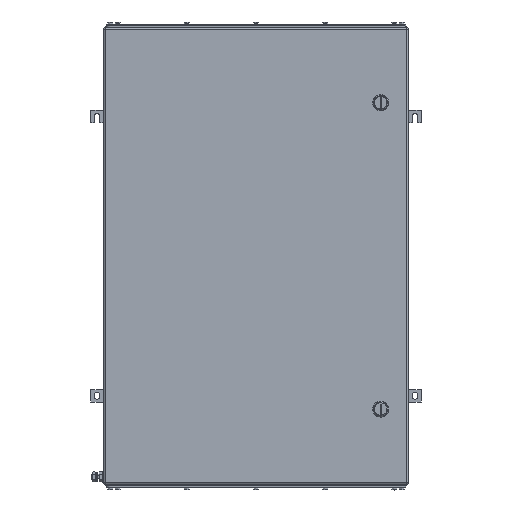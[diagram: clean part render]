
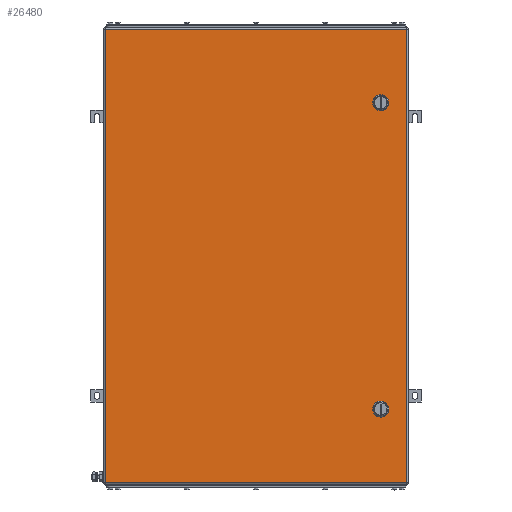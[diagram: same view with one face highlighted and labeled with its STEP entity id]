
A CAD part, top view. The second image highlights one B-rep face of the part: STEP entity #26480.
In plain terms, the highlighted planar face has unit normal (0, 0, 1).
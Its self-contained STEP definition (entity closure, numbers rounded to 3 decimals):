
#26294=AXIS2_PLACEMENT_3D('Circle Axis2P3D',#26292,#26293,$) ;
#26321=AXIS2_PLACEMENT_3D('Plane Axis2P3D',#26318,#26319,#26320) ;
#26366=AXIS2_PLACEMENT_3D('Circle Axis2P3D',#26364,#26365,$) ;
#26380=AXIS2_PLACEMENT_3D('Circle Axis2P3D',#26378,#26379,$) ;
#26394=AXIS2_PLACEMENT_3D('Circle Axis2P3D',#26392,#26393,$) ;
#26416=AXIS2_PLACEMENT_3D('Circle Axis2P3D',#26414,#26415,$) ;
#26432=AXIS2_PLACEMENT_3D('Circle Axis2P3D',#26430,#26431,$) ;
#26446=AXIS2_PLACEMENT_3D('Circle Axis2P3D',#26444,#26445,$) ;
#26460=AXIS2_PLACEMENT_3D('Circle Axis2P3D',#26458,#26459,$) ;
#26289=CARTESIAN_POINT('Vertex',(585.056,764.45,203.5)) ;
#26292=CARTESIAN_POINT('Axis2P3D Location',(580.,774.5,203.5)) ;
#26296=CARTESIAN_POINT('Vertex',(590.05,769.444,203.5)) ;
#26318=CARTESIAN_POINT('Axis2P3D Location',(330.5,468.,203.5)) ;
#26323=CARTESIAN_POINT('Line Origine',(330.5,921.5,203.5)) ;
#26327=CARTESIAN_POINT('Vertex',(632.,921.5,203.5)) ;
#26329=CARTESIAN_POINT('Vertex',(29.,921.5,203.5)) ;
#26332=CARTESIAN_POINT('Line Origine',(29.,468.,203.5)) ;
#26336=CARTESIAN_POINT('Vertex',(29.,14.5,203.5)) ;
#26339=CARTESIAN_POINT('Line Origine',(330.5,14.5,203.5)) ;
#26343=CARTESIAN_POINT('Vertex',(632.,14.5,203.5)) ;
#26346=CARTESIAN_POINT('Line Origine',(632.,468.,203.5)) ;
#26357=CARTESIAN_POINT('Line Origine',(580.,764.45,203.5)) ;
#26361=CARTESIAN_POINT('Vertex',(574.944,764.45,203.5)) ;
#26364=CARTESIAN_POINT('Axis2P3D Location',(580.,774.5,203.5)) ;
#26368=CARTESIAN_POINT('Vertex',(569.95,769.444,203.5)) ;
#26371=CARTESIAN_POINT('Line Origine',(569.95,774.5,203.5)) ;
#26375=CARTESIAN_POINT('Vertex',(569.95,779.556,203.5)) ;
#26378=CARTESIAN_POINT('Axis2P3D Location',(580.,774.5,203.5)) ;
#26382=CARTESIAN_POINT('Vertex',(574.944,784.55,203.5)) ;
#26385=CARTESIAN_POINT('Line Origine',(580.,784.55,203.5)) ;
#26389=CARTESIAN_POINT('Vertex',(585.056,784.55,203.5)) ;
#26392=CARTESIAN_POINT('Axis2P3D Location',(580.,774.5,203.5)) ;
#26396=CARTESIAN_POINT('Vertex',(590.05,779.556,203.5)) ;
#26399=CARTESIAN_POINT('Line Origine',(590.05,774.5,203.5)) ;
#26414=CARTESIAN_POINT('Axis2P3D Location',(580.,161.5,203.5)) ;
#26418=CARTESIAN_POINT('Vertex',(585.056,151.45,203.5)) ;
#26420=CARTESIAN_POINT('Vertex',(590.05,156.444,203.5)) ;
#26423=CARTESIAN_POINT('Line Origine',(580.,151.45,203.5)) ;
#26427=CARTESIAN_POINT('Vertex',(574.944,151.45,203.5)) ;
#26430=CARTESIAN_POINT('Axis2P3D Location',(580.,161.5,203.5)) ;
#26434=CARTESIAN_POINT('Vertex',(569.95,156.444,203.5)) ;
#26437=CARTESIAN_POINT('Line Origine',(569.95,161.5,203.5)) ;
#26441=CARTESIAN_POINT('Vertex',(569.95,166.556,203.5)) ;
#26444=CARTESIAN_POINT('Axis2P3D Location',(580.,161.5,203.5)) ;
#26448=CARTESIAN_POINT('Vertex',(574.944,171.55,203.5)) ;
#26451=CARTESIAN_POINT('Line Origine',(580.,171.55,203.5)) ;
#26455=CARTESIAN_POINT('Vertex',(585.056,171.55,203.5)) ;
#26458=CARTESIAN_POINT('Axis2P3D Location',(580.,161.5,203.5)) ;
#26462=CARTESIAN_POINT('Vertex',(590.05,166.556,203.5)) ;
#26465=CARTESIAN_POINT('Line Origine',(590.05,161.5,203.5)) ;
#26293=DIRECTION('Axis2P3D Direction',(0.,0.,1.)) ;
#26319=DIRECTION('Axis2P3D Direction',(0.,0.,1.)) ;
#26320=DIRECTION('Axis2P3D XDirection',(1.,0.,0.)) ;
#26324=DIRECTION('Vector Direction',(1.,0.,0.)) ;
#26333=DIRECTION('Vector Direction',(0.,-1.,0.)) ;
#26340=DIRECTION('Vector Direction',(1.,0.,0.)) ;
#26347=DIRECTION('Vector Direction',(0.,1.,0.)) ;
#26358=DIRECTION('Vector Direction',(1.,0.,0.)) ;
#26365=DIRECTION('Axis2P3D Direction',(0.,0.,1.)) ;
#26372=DIRECTION('Vector Direction',(0.,1.,0.)) ;
#26379=DIRECTION('Axis2P3D Direction',(0.,0.,1.)) ;
#26386=DIRECTION('Vector Direction',(1.,0.,0.)) ;
#26393=DIRECTION('Axis2P3D Direction',(0.,0.,1.)) ;
#26400=DIRECTION('Vector Direction',(0.,-1.,0.)) ;
#26415=DIRECTION('Axis2P3D Direction',(0.,0.,1.)) ;
#26424=DIRECTION('Vector Direction',(1.,0.,0.)) ;
#26431=DIRECTION('Axis2P3D Direction',(0.,0.,1.)) ;
#26438=DIRECTION('Vector Direction',(0.,1.,0.)) ;
#26445=DIRECTION('Axis2P3D Direction',(0.,0.,1.)) ;
#26452=DIRECTION('Vector Direction',(1.,0.,0.)) ;
#26459=DIRECTION('Axis2P3D Direction',(0.,0.,1.)) ;
#26466=DIRECTION('Vector Direction',(0.,-1.,0.)) ;
#26325=VECTOR('Line Direction',#26324,1.) ;
#26334=VECTOR('Line Direction',#26333,1.) ;
#26341=VECTOR('Line Direction',#26340,1.) ;
#26348=VECTOR('Line Direction',#26347,1.) ;
#26359=VECTOR('Line Direction',#26358,1.) ;
#26373=VECTOR('Line Direction',#26372,1.) ;
#26387=VECTOR('Line Direction',#26386,1.) ;
#26401=VECTOR('Line Direction',#26400,1.) ;
#26425=VECTOR('Line Direction',#26424,1.) ;
#26439=VECTOR('Line Direction',#26438,1.) ;
#26453=VECTOR('Line Direction',#26452,1.) ;
#26467=VECTOR('Line Direction',#26466,1.) ;
#26352=ORIENTED_EDGE('',*,*,#26331,.T.) ;
#26353=ORIENTED_EDGE('',*,*,#26338,.T.) ;
#26354=ORIENTED_EDGE('',*,*,#26345,.T.) ;
#26355=ORIENTED_EDGE('',*,*,#26350,.T.) ;
#26405=ORIENTED_EDGE('',*,*,#26363,.F.) ;
#26406=ORIENTED_EDGE('',*,*,#26370,.F.) ;
#26407=ORIENTED_EDGE('',*,*,#26377,.T.) ;
#26408=ORIENTED_EDGE('',*,*,#26384,.F.) ;
#26409=ORIENTED_EDGE('',*,*,#26391,.T.) ;
#26410=ORIENTED_EDGE('',*,*,#26398,.F.) ;
#26411=ORIENTED_EDGE('',*,*,#26403,.T.) ;
#26412=ORIENTED_EDGE('',*,*,#26298,.F.) ;
#26471=ORIENTED_EDGE('',*,*,#26422,.F.) ;
#26472=ORIENTED_EDGE('',*,*,#26429,.F.) ;
#26473=ORIENTED_EDGE('',*,*,#26436,.F.) ;
#26474=ORIENTED_EDGE('',*,*,#26443,.T.) ;
#26475=ORIENTED_EDGE('',*,*,#26450,.F.) ;
#26476=ORIENTED_EDGE('',*,*,#26457,.T.) ;
#26477=ORIENTED_EDGE('',*,*,#26464,.F.) ;
#26478=ORIENTED_EDGE('',*,*,#26469,.T.) ;
#26413=FACE_BOUND('',#26404,.T.) ;
#26479=FACE_BOUND('',#26470,.T.) ;
#26480=ADVANCED_FACE('ZUB_KTB_QL_916120_2GP_AllCATPart_AllCATPart.2\\ZUB_KTB_QL_916120_2GP_AllCATPart.2\\ZUB_DE_KTB_QL.1\\DE_KTB_MH_PART_MASTER.1\\Koerper.2',(#26356,#26413,#26479),#26322,.T.) ;
#26295=CIRCLE('generated circle',#26294,11.25) ;
#26367=CIRCLE('generated circle',#26366,11.25) ;
#26381=CIRCLE('generated circle',#26380,11.25) ;
#26395=CIRCLE('generated circle',#26394,11.25) ;
#26417=CIRCLE('generated circle',#26416,11.25) ;
#26433=CIRCLE('generated circle',#26432,11.25) ;
#26447=CIRCLE('generated circle',#26446,11.25) ;
#26461=CIRCLE('generated circle',#26460,11.25) ;
#26298=EDGE_CURVE('',#26290,#26297,#26295,.T.) ;
#26331=EDGE_CURVE('',#26328,#26330,#26326,.F.) ;
#26338=EDGE_CURVE('',#26330,#26337,#26335,.T.) ;
#26345=EDGE_CURVE('',#26337,#26344,#26342,.T.) ;
#26350=EDGE_CURVE('',#26344,#26328,#26349,.T.) ;
#26363=EDGE_CURVE('',#26362,#26290,#26360,.T.) ;
#26370=EDGE_CURVE('',#26369,#26362,#26367,.T.) ;
#26377=EDGE_CURVE('',#26369,#26376,#26374,.T.) ;
#26384=EDGE_CURVE('',#26383,#26376,#26381,.T.) ;
#26391=EDGE_CURVE('',#26383,#26390,#26388,.T.) ;
#26398=EDGE_CURVE('',#26397,#26390,#26395,.T.) ;
#26403=EDGE_CURVE('',#26397,#26297,#26402,.T.) ;
#26422=EDGE_CURVE('',#26419,#26421,#26417,.T.) ;
#26429=EDGE_CURVE('',#26428,#26419,#26426,.T.) ;
#26436=EDGE_CURVE('',#26435,#26428,#26433,.T.) ;
#26443=EDGE_CURVE('',#26435,#26442,#26440,.T.) ;
#26450=EDGE_CURVE('',#26449,#26442,#26447,.T.) ;
#26457=EDGE_CURVE('',#26449,#26456,#26454,.T.) ;
#26464=EDGE_CURVE('',#26463,#26456,#26461,.T.) ;
#26469=EDGE_CURVE('',#26463,#26421,#26468,.T.) ;
#26351=EDGE_LOOP('',(#26352,#26353,#26354,#26355)) ;
#26404=EDGE_LOOP('',(#26405,#26406,#26407,#26408,#26409,#26410,#26411,#26412)) ;
#26470=EDGE_LOOP('',(#26471,#26472,#26473,#26474,#26475,#26476,#26477,#26478)) ;
#26356=FACE_OUTER_BOUND('',#26351,.T.) ;
#26326=LINE('Line',#26323,#26325) ;
#26335=LINE('Line',#26332,#26334) ;
#26342=LINE('Line',#26339,#26341) ;
#26349=LINE('Line',#26346,#26348) ;
#26360=LINE('Line',#26357,#26359) ;
#26374=LINE('Line',#26371,#26373) ;
#26388=LINE('Line',#26385,#26387) ;
#26402=LINE('Line',#26399,#26401) ;
#26426=LINE('Line',#26423,#26425) ;
#26440=LINE('Line',#26437,#26439) ;
#26454=LINE('Line',#26451,#26453) ;
#26468=LINE('Line',#26465,#26467) ;
#26322=PLANE('',#26321) ;
#26290=VERTEX_POINT('',#26289) ;
#26297=VERTEX_POINT('',#26296) ;
#26328=VERTEX_POINT('',#26327) ;
#26330=VERTEX_POINT('',#26329) ;
#26337=VERTEX_POINT('',#26336) ;
#26344=VERTEX_POINT('',#26343) ;
#26362=VERTEX_POINT('',#26361) ;
#26369=VERTEX_POINT('',#26368) ;
#26376=VERTEX_POINT('',#26375) ;
#26383=VERTEX_POINT('',#26382) ;
#26390=VERTEX_POINT('',#26389) ;
#26397=VERTEX_POINT('',#26396) ;
#26419=VERTEX_POINT('',#26418) ;
#26421=VERTEX_POINT('',#26420) ;
#26428=VERTEX_POINT('',#26427) ;
#26435=VERTEX_POINT('',#26434) ;
#26442=VERTEX_POINT('',#26441) ;
#26449=VERTEX_POINT('',#26448) ;
#26456=VERTEX_POINT('',#26455) ;
#26463=VERTEX_POINT('',#26462) ;
